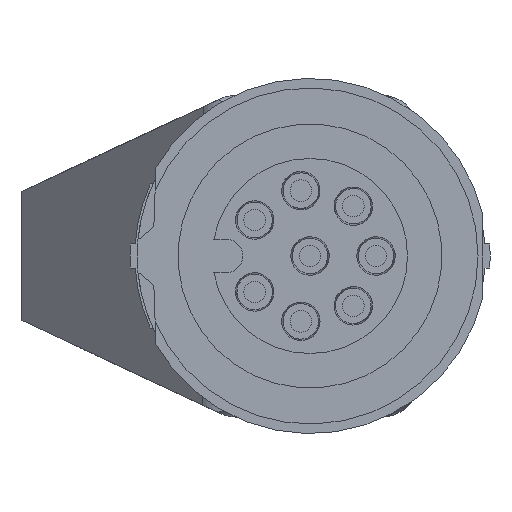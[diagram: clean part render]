
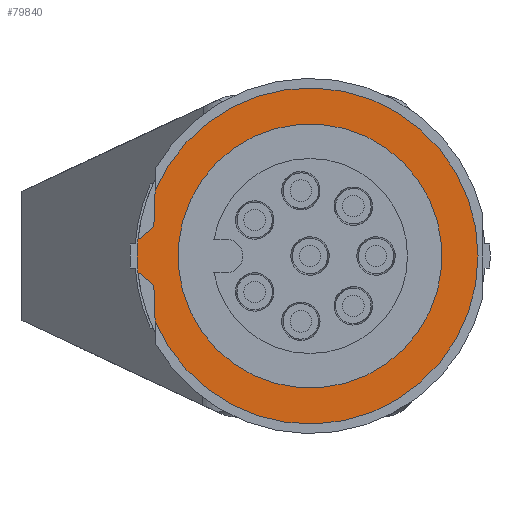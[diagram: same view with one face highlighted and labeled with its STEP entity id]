
A CAD part, left-side view. The second image highlights one B-rep face of the part: STEP entity #79840.
In plain terms, the highlighted planar face has unit normal (-1, 0, 0).
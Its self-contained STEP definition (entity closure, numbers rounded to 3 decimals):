
#76460=CARTESIAN_POINT('',(-43.21,7.2,
0.));
#76470=VERTEX_POINT('',#76460);
#76500=CARTESIAN_POINT('',(-43.21,0.,
0.));
#76510=DIRECTION('',(1.,0.,0.));
#76520=DIRECTION('',(0.,1.,0.));
#76530=AXIS2_PLACEMENT_3D('',#76500,#76510,#76520);
#76540=CIRCLE('',#76530,7.2);
#76550=CARTESIAN_POINT('',(-43.21,7.168,
-0.675));
#76560=VERTEX_POINT('',#76550);
#76570=EDGE_CURVE('',#76560,#76470,#76540,.T.);
#78920=CARTESIAN_POINT('',(-43.21,6.455,
2.708));
#78930=VERTEX_POINT('',#78920);
#78960=CARTESIAN_POINT('',(-43.21,6.081,
13.419));
#78970=DIRECTION('',(0.,0.035,
-0.999));
#78980=VECTOR('',#78970,1.);
#78990=LINE('',#78960,#78980);
#79000=CARTESIAN_POINT('',(-43.21,6.507,
1.21));
#79010=VERTEX_POINT('',#79000);
#79020=EDGE_CURVE('',#78930,#79010,#78990,.T.);
#79270=CARTESIAN_POINT('',(-43.21,4.446,
4.393));
#79280=DIRECTION('',(-1.,0.,0.));
#79290=DIRECTION('',(0.,-0.711,
-0.703));
#79300=AXIS2_PLACEMENT_3D('',#79270,#79280,#79290);
#79310=PLANE('',#79300);
#79320=CARTESIAN_POINT('',(-43.21,0.,
0.));
#79330=DIRECTION('',(-1.,0.,0.));
#79340=DIRECTION('',(0.,0.707,
-0.707));
#79350=AXIS2_PLACEMENT_3D('',#79320,#79330,#79340);
#79360=CIRCLE('',#79350,5.5);
#79370=CARTESIAN_POINT('',(-43.21,3.889,
-3.889));
#79380=VERTEX_POINT('',#79370);
#79390=CARTESIAN_POINT('',(-43.21,-3.889,
3.889));
#79400=VERTEX_POINT('',#79390);
#79410=EDGE_CURVE('',#79380,#79400,#79360,.T.);
#79420=ORIENTED_EDGE('',*,*,#79410,.F.);
#79430=EDGE_CURVE('',#79400,#79380,#79360,.T.);
#79440=ORIENTED_EDGE('',*,*,#79430,.F.);
#79450=EDGE_LOOP('',(#79440,#79420));
#79460=FACE_BOUND('',#79450,.T.);
#79470=ORIENTED_EDGE('',*,*,#76570,.F.);
#79480=CARTESIAN_POINT('',(-43.21,7.168,
0.675));
#79490=VERTEX_POINT('',#79480);
#79500=EDGE_CURVE('',#76470,#79490,#76540,.T.);
#79510=ORIENTED_EDGE('',*,*,#79500,.F.);
#79520=CARTESIAN_POINT('',(-43.21,-0.475,
6.864));
#79530=DIRECTION('',(0.,0.777,
-0.629));
#79540=VECTOR('',#79530,1.);
#79550=LINE('',#79520,#79540);
#79560=EDGE_CURVE('',#79010,#79490,#79550,.T.);
#79570=ORIENTED_EDGE('',*,*,#79560,.T.);
#79580=ORIENTED_EDGE('',*,*,#79020,.T.);
#79590=CARTESIAN_POINT('',(-43.21,0.,
0.));
#79600=DIRECTION('',(-1.,0.,0.));
#79610=DIRECTION('',(0.,0.707,
0.707));
#79620=AXIS2_PLACEMENT_3D('',#79590,#79600,#79610);
#79630=CIRCLE('',#79620,7.);
#79640=CARTESIAN_POINT('',(-43.21,6.455,
-2.708));
#79650=VERTEX_POINT('',#79640);
#79660=EDGE_CURVE('',#79650,#78930,#79630,.T.);
#79670=ORIENTED_EDGE('',*,*,#79660,.T.);
#79680=CARTESIAN_POINT('',(-43.21,6.452,
-2.782));
#79690=DIRECTION('',(0.,-0.035,
-0.999));
#79700=VECTOR('',#79690,1.);
#79710=LINE('',#79680,#79700);
#79720=CARTESIAN_POINT('',(-43.21,6.507,
-1.21));
#79730=VERTEX_POINT('',#79720);
#79740=EDGE_CURVE('',#79730,#79650,#79710,.T.);
#79750=ORIENTED_EDGE('',*,*,#79740,.T.);
#79760=CARTESIAN_POINT('',(-43.21,5.608,
-1.938));
#79770=DIRECTION('',(0.,-0.777,
-0.629));
#79780=VECTOR('',#79770,1.);
#79790=LINE('',#79760,#79780);
#79800=EDGE_CURVE('',#76560,#79730,#79790,.T.);
#79810=ORIENTED_EDGE('',*,*,#79800,.T.);
#79820=EDGE_LOOP('',(#79810,#79750,#79670,#79580,#79570,#79510,#79470));
#79830=FACE_OUTER_BOUND('',#79820,.T.);
#79840=ADVANCED_FACE('',(#79460,#79830),#79310,.T.);
